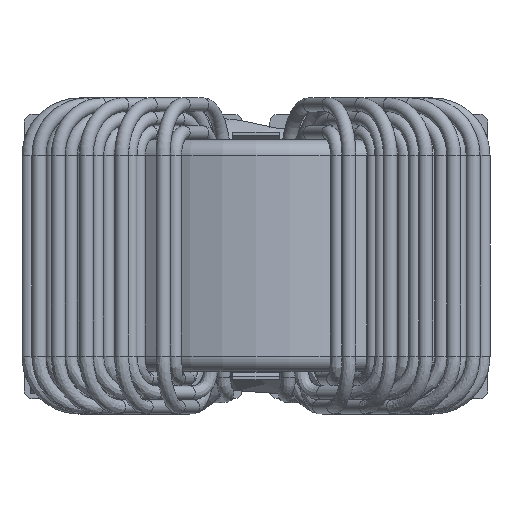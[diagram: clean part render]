
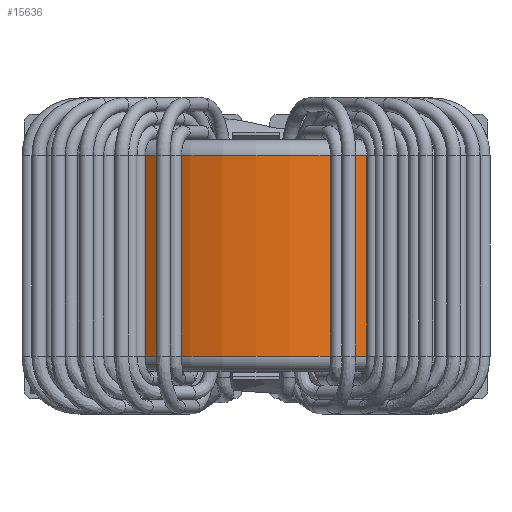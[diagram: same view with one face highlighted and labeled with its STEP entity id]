
A CAD part, top view. The second image highlights one B-rep face of the part: STEP entity #15636.
In plain terms, the highlighted cylindrical face has radius 12.5 mm (diameter 25 mm), a full revolution.
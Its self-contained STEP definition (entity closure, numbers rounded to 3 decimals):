
#1894=ORIENTED_EDGE('',*,*,#4020,.T.);
#1895=ORIENTED_EDGE('',*,*,#4021,.T.);
#4020=EDGE_CURVE('',#5224,#5224,#6222,.T.);
#4021=EDGE_CURVE('',#5225,#5225,#6223,.F.);
#5224=VERTEX_POINT('',#37643);
#5225=VERTEX_POINT('',#37645);
#6222=CIRCLE('',#16700,12.5);
#6223=CIRCLE('',#16701,12.5);
#7258=EDGE_LOOP('',(#1894));
#7259=EDGE_LOOP('',(#1895));
#8691=FACE_BOUND('',#7258,.T.);
#8692=FACE_BOUND('',#7259,.T.);
#9694=CYLINDRICAL_SURFACE('',#16699,12.5);
#15636=ADVANCED_FACE('',(#8691,#8692),#9694,.T.);
#16699=AXIS2_PLACEMENT_3D('',#37641,#18603,#18604);
#16700=AXIS2_PLACEMENT_3D('',#37642,#18605,#18606);
#16701=AXIS2_PLACEMENT_3D('',#37644,#18607,#18608);
#18603=DIRECTION('',(0.,1.,0.));
#18604=DIRECTION('',(0.,0.,1.));
#18605=DIRECTION('',(0.,1.,0.));
#18606=DIRECTION('',(0.,0.,1.));
#18607=DIRECTION('',(0.,1.,0.));
#18608=DIRECTION('',(0.,0.,1.));
#37641=CARTESIAN_POINT('',(0.,-7.5,19.5));
#37642=CARTESIAN_POINT('',(0.,-6.5,19.5));
#37643=CARTESIAN_POINT('',(0.,-6.5,32.));
#37644=CARTESIAN_POINT('',(0.,6.5,19.5));
#37645=CARTESIAN_POINT('',(0.,6.5,32.));
